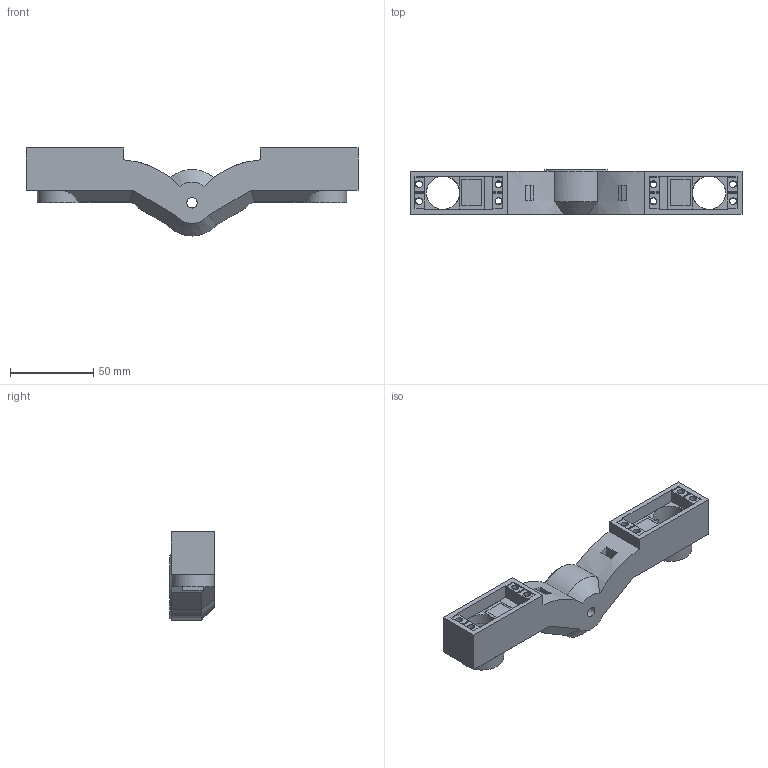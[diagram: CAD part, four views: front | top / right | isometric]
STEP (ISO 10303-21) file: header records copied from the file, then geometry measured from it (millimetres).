
FILE_DESCRIPTION(/* description */ (''),/* implementation_level */ '2;1');
FILE_NAME(/* name */ 'Front_arm.step',/* time_stamp */ '2024-07-02T21:06:51+02:00',/* author */ (''),/* organization */ (''),/* preprocessor_version */ 'ST-DEVELOPER v20',/* originating_system */ 'Autodesk Translation Framework v13.14.0.145',/* authorisation */ '');
FILE_SCHEMA (('AUTOMOTIVE_DESIGN { 1 0 10303 214 3 1 1 }'));
Length unit declared in the file: millimetre
Products named in the file (1): Front_arm
Bounding box: 199.7 x 27 x 53 mm (x, y, z)
Volume: 88832.5 mm3; surface area: 39046.1 mm2
Topology: 1 solids, 1 shells, 368 faces, 995 edges, 608 vertices
Faces by surface type: plane 150, cylinder 117, bspline 48, cone 21, sphere 16, torus 16
Full cylindrical faces by diameter (mm): 4 x8, 6.3 x1, 20 x2
Entity records: 12394 total; most frequent: CARTESIAN_POINT 3202, ORIENTED_EDGE 1974, DIRECTION 1907, EDGE_CURVE 987, AXIS2_PLACEMENT_3D 683, VERTEX_POINT 608, LINE 541, VECTOR 541
